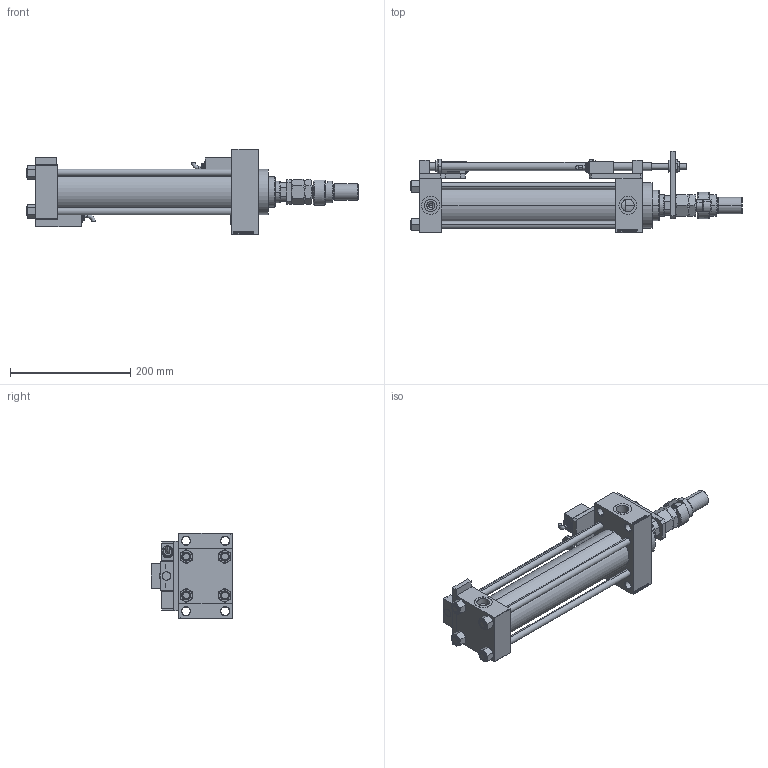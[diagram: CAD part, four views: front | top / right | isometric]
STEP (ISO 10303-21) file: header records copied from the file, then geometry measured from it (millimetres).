
FILE_DESCRIPTION (( 'STEP AP203' ), '1' );
FILE_NAME ('705c.STEP', '2022-04-16T20:56:31', ( '' ), ( '' ), 'SwSTEP 2.0', 'SolidWorks 2019', '' );
FILE_SCHEMA (( 'CONFIG_CONTROL_DESIGN' ));
Length unit declared in the file: millimetre
Products named in the file (20): V215CD_SWITCH_Q_ZARAZKA 72184548c85c9c54670cc9d0ab2a4e5c; V215CD_SWITCH_Q_BLOK 72184548c85c9c54670cc9d0ab2a4e5c; FEMALE_PART_FOR_DFA 72184548c85c9c54670cc9d0ab2a4e5c; V215CD_C_DFAS_SWITCH 72184548c85c9c54670cc9d0ab2a4e5c; V215CD_SWITCH_Q_NUT10 72184548c85c9c54670cc9d0ab2a4e5c; V215CD_D_TYCINKA 72184548c85c9c54670cc9d0ab2a4e5c; V215CD_SWITCH_Q_TYC 72184548c85c9c54670cc9d0ab2a4e5c; V215CD_SWITCH_Q_SWITCH 72184548c85c9c54670cc9d0ab2a4e5c; V215CD_SWITCH_Q_DIMA 72184548c85c9c54670cc9d0ab2a4e5c; 705c; V215CD_SWITCH_Q_PODLOZKA_BACK 72184548c85c9c54670cc9d0ab2a4e5c; V215CD_VCP_D 72184548c85c9c54670cc9d0ab2a4e5c; V215CD_SWITCH_Q_NUT 72184548c85c9c54670cc9d0ab2a4e5c; V215CD_SWITCH_Q_MAGNET 72184548c85c9c54670cc9d0ab2a4e5c; MFA 72184548c85c9c54670cc9d0ab2a4e5c; V215CD_NUT_M5_D 72184548c85c9c54670cc9d0ab2a4e5c; Zatka_pro_OIL_PORT 72184548c85c9c54670cc9d0ab2a4e5c; V215CD_D_Body 72184548c85c9c54670cc9d0ab2a4e5c; V215CD_SWITCH_Q_PODLOZKA_FRONT 72184548c85c9c54670cc9d0ab2a4e5c; V215CD_VC_A 72184548c85c9c54670cc9d0ab2a4e5c
Assembly tree (28 placements, depth 3):
  705c
    V215CD_D_Body 72184548c85c9c54670cc9d0ab2a4e5c
    V215CD_VC_A 72184548c85c9c54670cc9d0ab2a4e5c
    V215CD_VCP_D 72184548c85c9c54670cc9d0ab2a4e5c
    V215CD_D_TYCINKA 72184548c85c9c54670cc9d0ab2a4e5c  x4
    V215CD_NUT_M5_D 72184548c85c9c54670cc9d0ab2a4e5c  x4
    V215CD_SWITCH_Q_BLOK 72184548c85c9c54670cc9d0ab2a4e5c  x2
    V215CD_SWITCH_Q_DIMA 72184548c85c9c54670cc9d0ab2a4e5c
    V215CD_SWITCH_Q_MAGNET 72184548c85c9c54670cc9d0ab2a4e5c  x2
    V215CD_SWITCH_Q_NUT 72184548c85c9c54670cc9d0ab2a4e5c
    V215CD_SWITCH_Q_NUT10 72184548c85c9c54670cc9d0ab2a4e5c
    V215CD_SWITCH_Q_PODLOZKA_BACK 72184548c85c9c54670cc9d0ab2a4e5c
    V215CD_SWITCH_Q_PODLOZKA_FRONT 72184548c85c9c54670cc9d0ab2a4e5c
    V215CD_SWITCH_Q_SWITCH 72184548c85c9c54670cc9d0ab2a4e5c  x2
    V215CD_SWITCH_Q_TYC 72184548c85c9c54670cc9d0ab2a4e5c
    V215CD_SWITCH_Q_ZARAZKA 72184548c85c9c54670cc9d0ab2a4e5c
    V215CD_C_DFAS_SWITCH 72184548c85c9c54670cc9d0ab2a4e5c
      FEMALE_PART_FOR_DFA 72184548c85c9c54670cc9d0ab2a4e5c
      MFA 72184548c85c9c54670cc9d0ab2a4e5c
    Zatka_pro_OIL_PORT 72184548c85c9c54670cc9d0ab2a4e5c
Bounding box: 551.5 x 135 x 142 mm (x, y, z)
Volume: 1986681.2 mm3; surface area: 479765.2 mm2
Topology: 27 solids, 27 shells, 1472 faces, 3579 edges, 2296 vertices
Faces by surface type: plane 672, bspline 368, cone 215, cylinder 177, torus 40
Entity records: 57706 total; most frequent: CARTESIAN_POINT 27326, ORIENTED_EDGE 6326, DIRECTION 4622, EDGE_CURVE 3163, VERTEX_POINT 2048, LINE 1814, VECTOR 1814, EDGE_LOOP 1447
